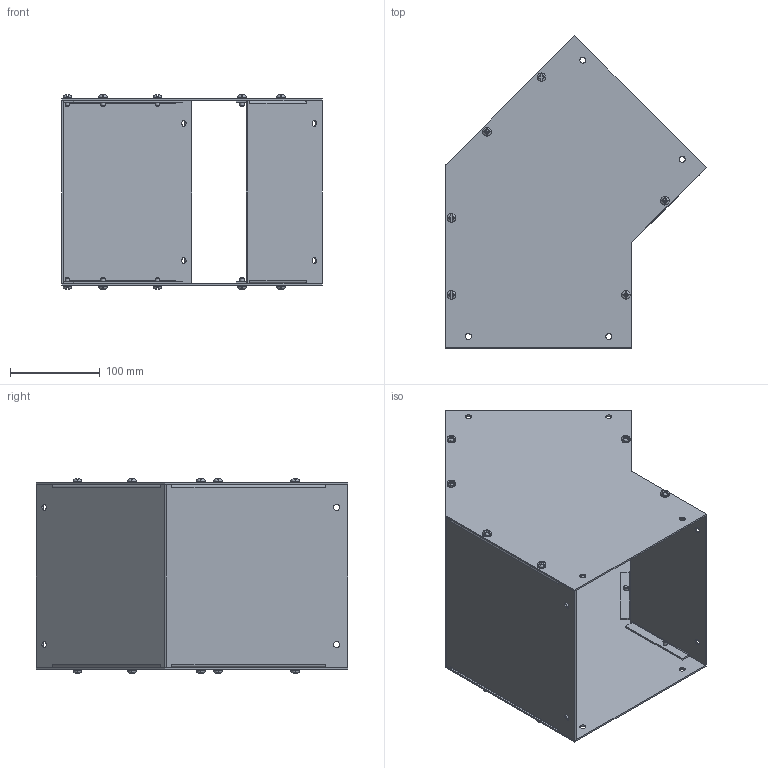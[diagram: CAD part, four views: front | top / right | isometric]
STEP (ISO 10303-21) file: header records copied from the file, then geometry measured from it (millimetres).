
FILE_DESCRIPTION (( 'STEP AP203' ), '1' );
FILE_NAME ('CWEL845.step', '2024-04-25T14:53:55', ( '' ), ( '' ), 'SwSTEP 2.0', 'SolidWorks 2023', '' );
FILE_SCHEMA (( 'CONFIG_CONTROL_DESIGN' ));
Length unit declared in the file: inch
Products named in the file (1): CWEL845
Bounding box: 289.96 x 346.88 x 215.75 mm (x, y, z)
Volume: 502651.3 mm3; surface area: 558846.8 mm2
Topology: 16 solids, 16 shells, 536 faces, 1372 edges, 880 vertices
Faces by surface type: plane 316, cylinder 148, bspline 48, cone 24
Entity records: 18677 total; most frequent: CARTESIAN_POINT 5801, ORIENTED_EDGE 2744, DIRECTION 2522, EDGE_CURVE 1372, AXIS2_PLACEMENT_3D 881, VERTEX_POINT 880, LINE 760, VECTOR 760
